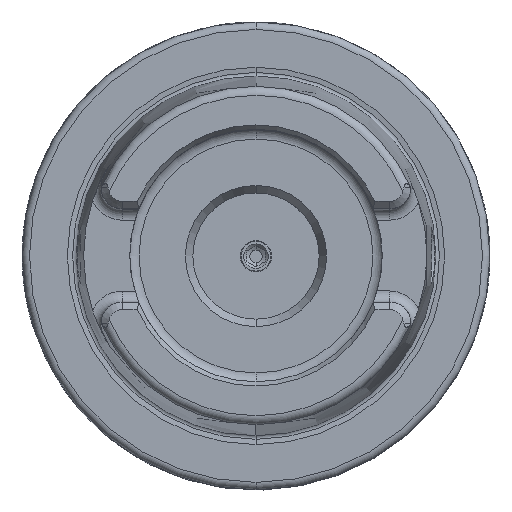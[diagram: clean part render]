
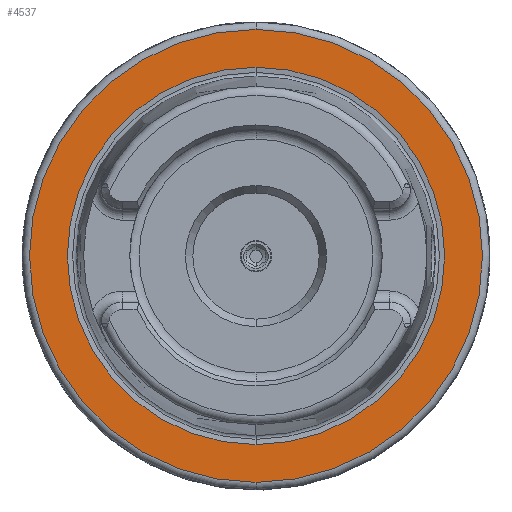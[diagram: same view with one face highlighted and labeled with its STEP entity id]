
A CAD part, top view. The second image highlights one B-rep face of the part: STEP entity #4537.
In plain terms, the highlighted planar face has unit normal (0, 0, 1).
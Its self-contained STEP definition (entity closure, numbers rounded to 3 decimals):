
#1274=CARTESIAN_POINT('',(0,0,26));
#1275=DIRECTION('',(0,0,-1));
#1276=DIRECTION('',(0,1,0));
#1277=AXIS2_PLACEMENT_3D('',#1274,#1275,#1276);
#1287=CARTESIAN_POINT('',(0,0,26));
#1288=DIRECTION('',(0,0,1));
#1289=DIRECTION('',(0,1,0));
#1290=AXIS2_PLACEMENT_3D('',#1287,#1288,#1289);
#1292=CARTESIAN_POINT('',(0,0,26));
#1293=DIRECTION('',(0,0,1));
#1294=DIRECTION('',(0,1,0));
#1295=AXIS2_PLACEMENT_3D('',#1292,#1293,#1294);
#1297=CARTESIAN_POINT('',(0,0,26));
#1298=DIRECTION('',(0,0,1));
#1299=DIRECTION('',(0,-1,0));
#1300=AXIS2_PLACEMENT_3D('',#1297,#1298,#1299);
#2742=CARTESIAN_POINT('',(0,25.409,26));
#2744=VERTEX_POINT('',#2742);
#2778=CARTESIAN_POINT('',(0,-25.409,26));
#2780=VERTEX_POINT('',#2778);
#2844=CARTESIAN_POINT('',(0,30.5,26));
#2845=CARTESIAN_POINT('',(0,-30.5,26));
#2846=VERTEX_POINT('',#2844);
#2847=VERTEX_POINT('',#2845);
#4522=CARTESIAN_POINT('',(0,0,26));
#4523=DIRECTION('',(0,0,-1));
#4524=DIRECTION('',(0,-1,0));
#4525=AXIS2_PLACEMENT_3D('',#4522,#4523,#4524);
#4526=PLANE('',#4525);
#4528=ORIENTED_EDGE('',*,*,#4527,.F.);
#4530=ORIENTED_EDGE('',*,*,#4529,.F.);
#4531=EDGE_LOOP('',(#4528,#4530));
#4532=FACE_OUTER_BOUND('',#4531,.F.);
#4533=ORIENTED_EDGE('',*,*,#4517,.T.);
#4534=ORIENTED_EDGE('',*,*,#4501,.F.);
#4535=EDGE_LOOP('',(#4533,#4534));
#4536=FACE_BOUND('',#4535,.F.);
#4537=ADVANCED_FACE('',(#4532,#4536),#4526,.F.);
#1278=CIRCLE('',#1277,25.409);
#1291=CIRCLE('',#1290,25.409);
#1296=CIRCLE('',#1295,30.5);
#1301=CIRCLE('',#1300,30.5);
#4501=EDGE_CURVE('',#2744,#2780,#1278,.T.);
#4517=EDGE_CURVE('',#2744,#2780,#1291,.T.);
#4527=EDGE_CURVE('',#2846,#2847,#1296,.T.);
#4529=EDGE_CURVE('',#2847,#2846,#1301,.T.);
